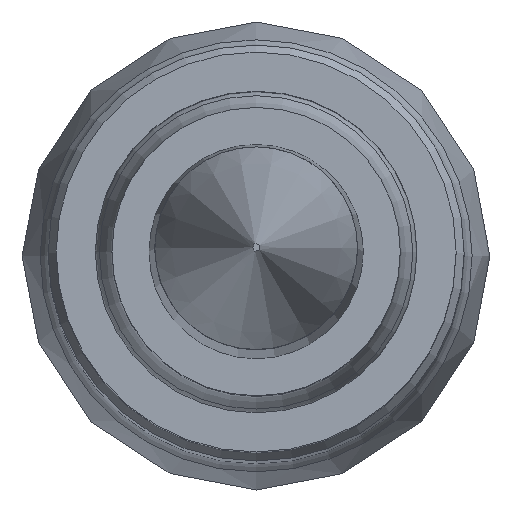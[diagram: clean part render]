
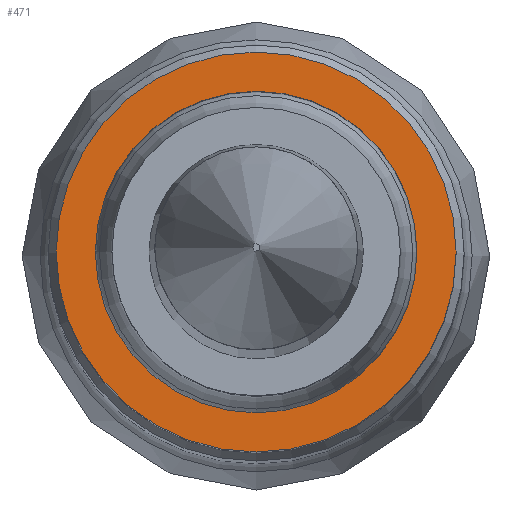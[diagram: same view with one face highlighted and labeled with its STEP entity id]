
A CAD part, top view. The second image highlights one B-rep face of the part: STEP entity #471.
In plain terms, the highlighted planar face has unit normal (0, 0, 1).
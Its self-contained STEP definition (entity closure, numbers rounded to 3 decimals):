
#54=FACE_BOUND($,#188,.T.);
#71=CIRCLE($,#501,0.511);
#89=CIRCLE($,#527,0.635);
#137=FACE_OUTER_BOUND($,#187,.T.);
#187=EDGE_LOOP($,(#407));
#188=EDGE_LOOP($,(#408));
#231=VERTEX_POINT($,#755);
#249=VERTEX_POINT($,#889);
#281=EDGE_CURVE($,#231,#231,#71,.T.);
#302=EDGE_CURVE($,#249,#249,#89,.T.);
#407=ORIENTED_EDGE($,*,*,#302,.F.);
#408=ORIENTED_EDGE($,*,*,#281,.T.);
#441=PLANE($,#540);
#471=ADVANCED_FACE($,(#137,#54),#441,.T.);
#501=AXIS2_PLACEMENT_3D($,#756,#590,#591);
#527=AXIS2_PLACEMENT_3D($,#890,#642,#643);
#540=AXIS2_PLACEMENT_3D($,#940,#668,#669);
#590=DIRECTION('center_axis',(0.,0.,-1.));
#591=DIRECTION('ref_axis',(0.,1.,0.));
#642=DIRECTION('center_axis',(0.,0.,
-1.));
#643=DIRECTION('ref_axis',(-1.,0.,0.));
#668=DIRECTION('center_axis',(0.,0.,1.));
#669=DIRECTION('ref_axis',(1.,0.,0.));
#755=CARTESIAN_POINT('',(0.,-0.511,6.401));
#756=CARTESIAN_POINT('Origin',(0.,0.,6.401));
#889=CARTESIAN_POINT('',(-0.635,0.,6.401));
#890=CARTESIAN_POINT('Origin',(0.,0.,6.401));
#940=CARTESIAN_POINT('Origin',(0.,0.,6.401));
